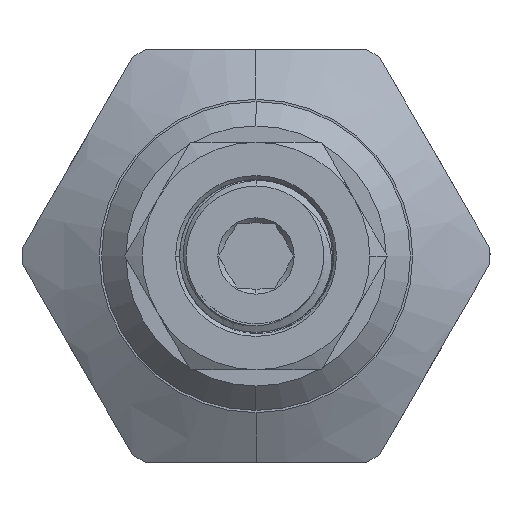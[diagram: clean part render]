
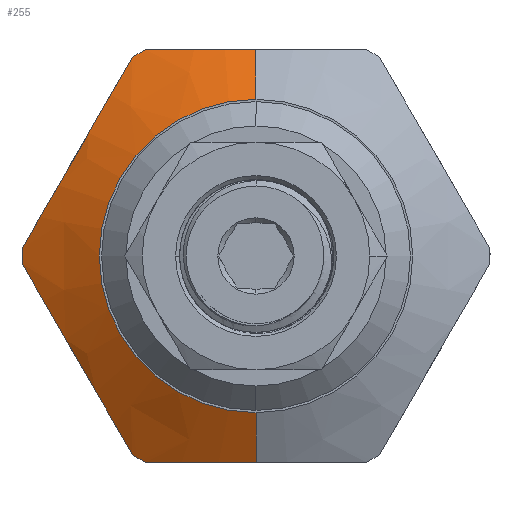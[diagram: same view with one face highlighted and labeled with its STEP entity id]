
A CAD part, left-side view. The second image highlights one B-rep face of the part: STEP entity #255.
In plain terms, the highlighted conical face has half-angle 60 degrees and reference radius 14.4 mm.
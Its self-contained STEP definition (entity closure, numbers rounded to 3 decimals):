
#255 = ADVANCED_FACE ( 'NONE', ( #6985 ), #2246, .T. ) ;
#329 = CARTESIAN_POINT ( 'NONE',  ( -27.202, 6.787, -12.7 ) ) ;
#490 = CARTESIAN_POINT ( 'NONE',  ( -27.505, 8.161, 11.265 ) ) ;
#541 = CARTESIAN_POINT ( 'NONE',  ( -28.161, 1.146, 12.7 ) ) ;
#630 = VECTOR ( 'NONE', #4193, 1000. ) ;
#708 = AXIS2_PLACEMENT_3D ( 'NONE', #6745, #7889, #1177 ) ;
#780 = DIRECTION ( 'NONE',  ( -1., 0., 0. ) ) ;
#827 = VERTEX_POINT ( 'NONE', #2866 ) ;
#918 = ORIENTED_EDGE ( 'NONE', *, *, #11002, .F. ) ;
#1102 = B_SPLINE_CURVE_WITH_KNOTS ( 'NONE', 3,
 ( #12407, #6792, #1586, #6409, #12072, #13239, #2041, #7618 ),
 .UNSPECIFIED., .F., .F.,
 ( 4, 2, 2, 4 ),
 ( 0.02, 0.022, 0.024, 0.027 ),
 .UNSPECIFIED. ) ;
#1126 = CARTESIAN_POINT ( 'NONE',  ( -27.504, 8.16, -11.266 ) ) ;
#1177 = DIRECTION ( 'NONE',  ( 0., 0., 1. ) ) ;
#1184 = CARTESIAN_POINT ( 'NONE',  ( -27.202, 0., 0. ) ) ;
#1224 = CARTESIAN_POINT ( 'NONE',  ( -27.504, 13.837, 1.434 ) ) ;
#1234 = CARTESIAN_POINT ( 'NONE',  ( -28.073, 12.139, -4.375 ) ) ;
#1383 = CARTESIAN_POINT ( 'NONE',  ( -28.183, 0., -12.7 ) ) ;
#1586 = CARTESIAN_POINT ( 'NONE',  ( -28.161, 1.146, -12.7 ) ) ;
#1624 = CARTESIAN_POINT ( 'NONE',  ( -27.202, 0., 0. ) ) ;
#1765 = CARTESIAN_POINT ( 'NONE',  ( -27.501, 5.688, 12.7 ) ) ;
#1821 = DIRECTION ( 'NONE',  ( 0., 0., 1. ) ) ;
#1903 = EDGE_CURVE ( 'NONE', #14271, #11016, #4161, .T. ) ;
#2016 = CARTESIAN_POINT ( 'NONE',  ( -27.202, 7.605, -12.228 ) ) ;
#2041 = CARTESIAN_POINT ( 'NONE',  ( -27.501, 5.688, -12.7 ) ) ;
#2241 = B_SPLINE_CURVE_WITH_KNOTS ( 'NONE', 3,
 ( #7930, #1224, #4900, #10495, #13900, #7187, #2643, #4851, #8233, #13947, #490, #11574 ),
 .UNSPECIFIED., .F., .F.,
 ( 4, 2, 2, 2, 2, 4 ),
 ( 0., 0.003, 0.007, 0.009, 0.01, 0.014 ),
 .UNSPECIFIED. ) ;
#2246 = CONICAL_SURFACE ( 'NONE', #8327, 14.4, 1.047 ) ;
#2457 = CARTESIAN_POINT ( 'NONE',  ( -28.162, 11.565, -5.369 ) ) ;
#2478 = CARTESIAN_POINT ( 'NONE',  ( -27.202, 0., -14.4 ) ) ;
#2582 = ORIENTED_EDGE ( 'NONE', *, *, #7539, .F. ) ;
#2643 = CARTESIAN_POINT ( 'NONE',  ( -28.162, 10.432, 7.331 ) ) ;
#2866 = CARTESIAN_POINT ( 'NONE',  ( -27.202, 14.392, -0.472 ) ) ;
#2887 = CARTESIAN_POINT ( 'NONE',  ( -27.202, 0., 0. ) ) ;
#3651 = CARTESIAN_POINT ( 'NONE',  ( -29.95, 0., 9.64 ) ) ;
#3776 = EDGE_CURVE ( 'NONE', #11016, #9121, #1102, .T. ) ;
#3950 = ORIENTED_EDGE ( 'NONE', *, *, #4488, .T. ) ;
#4004 = CARTESIAN_POINT ( 'NONE',  ( -27.748, 4.574, 12.7 ) ) ;
#4062 = CIRCLE ( 'NONE', #10833, 9.64 ) ;
#4161 = LINE ( 'NONE', #2478, #5023 ) ;
#4193 = DIRECTION ( 'NONE',  ( 0.5, 0., 0.866 ) ) ;
#4327 = ORIENTED_EDGE ( 'NONE', *, *, #11299, .T. ) ;
#4488 = EDGE_CURVE ( 'NONE', #6455, #10341, #14332, .T. ) ;
#4503 = CARTESIAN_POINT ( 'NONE',  ( -27.202, 7.605, -12.228 ) ) ;
#4554 = ORIENTED_EDGE ( 'NONE', *, *, #1903, .F. ) ;
#4625 = CARTESIAN_POINT ( 'NONE',  ( -29.95, 0., -9.64 ) ) ;
#4692 = EDGE_CURVE ( 'NONE', #8203, #9121, #9220, .T. ) ;
#4711 = CARTESIAN_POINT ( 'NONE',  ( -27.202, 14.392, -0.472 ) ) ;
#4752 = VERTEX_POINT ( 'NONE', #7501 ) ;
#4851 = CARTESIAN_POINT ( 'NONE',  ( -28.073, 9.858, 8.325 ) ) ;
#4863 = CARTESIAN_POINT ( 'NONE',  ( -27.202, 14.392, 0.472 ) ) ;
#4900 = CARTESIAN_POINT ( 'NONE',  ( -27.751, 13.278, 2.402 ) ) ;
#4938 = CARTESIAN_POINT ( 'NONE',  ( -29.95, 0., 0. ) ) ;
#5023 = VECTOR ( 'NONE', #12546, 1000. ) ;
#5210 = ORIENTED_EDGE ( 'NONE', *, *, #7574, .T. ) ;
#5630 = CARTESIAN_POINT ( 'NONE',  ( -28.09, 9.846, -8.346 ) ) ;
#6039 = ORIENTED_EDGE ( 'NONE', *, *, #11950, .F. ) ;
#6050 = DIRECTION ( 'NONE',  ( -1., 0., 0. ) ) ;
#6204 = DIRECTION ( 'NONE',  ( 1., 0., 0. ) ) ;
#6409 = CARTESIAN_POINT ( 'NONE',  ( -28.072, 2.296, -12.7 ) ) ;
#6455 = VERTEX_POINT ( 'NONE', #3651 ) ;
#6745 = CARTESIAN_POINT ( 'NONE',  ( -27.202, 0., 0. ) ) ;
#6752 = DIRECTION ( 'NONE',  ( -1., 0., 0. ) ) ;
#6792 = CARTESIAN_POINT ( 'NONE',  ( -28.183, 0.572, -12.7 ) ) ;
#6985 = FACE_OUTER_BOUND ( 'NONE', #8384, .T. ) ;
#6998 = VERTEX_POINT ( 'NONE', #4863 ) ;
#7175 = DIRECTION ( 'NONE',  ( 0., 0., 1. ) ) ;
#7187 = CARTESIAN_POINT ( 'NONE',  ( -28.184, 10.722, 6.83 ) ) ;
#7340 = EDGE_CURVE ( 'NONE', #4752, #10341, #11367, .T. ) ;
#7501 = CARTESIAN_POINT ( 'NONE',  ( -27.202, 6.787, 12.7 ) ) ;
#7528 = AXIS2_PLACEMENT_3D ( 'NONE', #2887, #780, #1821 ) ;
#7539 = EDGE_CURVE ( 'NONE', #8203, #827, #12305, .T. ) ;
#7574 = EDGE_CURVE ( 'NONE', #6998, #827, #10795, .T. ) ;
#7618 = CARTESIAN_POINT ( 'NONE',  ( -27.202, 6.787, -12.7 ) ) ;
#7889 = DIRECTION ( 'NONE',  ( -1., 0., 0. ) ) ;
#7930 = CARTESIAN_POINT ( 'NONE',  ( -27.202, 14.392, 0.472 ) ) ;
#7945 = DIRECTION ( 'NONE',  ( 0., 0., 1. ) ) ;
#8203 = VERTEX_POINT ( 'NONE', #2016 ) ;
#8233 = CARTESIAN_POINT ( 'NONE',  ( -28.007, 9.573, 8.819 ) ) ;
#8327 = AXIS2_PLACEMENT_3D ( 'NONE', #1624, #6204, #14093 ) ;
#8372 = CARTESIAN_POINT ( 'NONE',  ( -28.183, 0.572, 12.7 ) ) ;
#8384 = EDGE_LOOP ( 'NONE', ( #6039, #3950, #9614, #4327, #918, #5210, #2582, #9408, #10316, #4554 ) ) ;
#8555 = CARTESIAN_POINT ( 'NONE',  ( -27.202, 0., 14.4 ) ) ;
#8974 = CARTESIAN_POINT ( 'NONE',  ( -28.182, 10.414, -7.362 ) ) ;
#9121 = VERTEX_POINT ( 'NONE', #329 ) ;
#9220 = CIRCLE ( 'NONE', #13201, 14.4 ) ;
#9408 = ORIENTED_EDGE ( 'NONE', *, *, #4692, .T. ) ;
#9614 = ORIENTED_EDGE ( 'NONE', *, *, #7340, .F. ) ;
#9909 = CARTESIAN_POINT ( 'NONE',  ( -27.202, 6.787, 12.7 ) ) ;
#10256 = CARTESIAN_POINT ( 'NONE',  ( -27.751, 8.719, -10.298 ) ) ;
#10302 = CARTESIAN_POINT ( 'NONE',  ( -28.007, 12.424, -3.881 ) ) ;
#10316 = ORIENTED_EDGE ( 'NONE', *, *, #3776, .F. ) ;
#10338 = CARTESIAN_POINT ( 'NONE',  ( -27.202, 7.605, 12.228 ) ) ;
#10341 = VERTEX_POINT ( 'NONE', #13811 ) ;
#10495 = CARTESIAN_POINT ( 'NONE',  ( -28.09, 12.151, 4.354 ) ) ;
#10795 = CIRCLE ( 'NONE', #708, 14.4 ) ;
#10833 = AXIS2_PLACEMENT_3D ( 'NONE', #4938, #6050, #7175 ) ;
#11002 = EDGE_CURVE ( 'NONE', #6998, #11793, #2241, .T. ) ;
#11016 = VERTEX_POINT ( 'NONE', #1383 ) ;
#11299 = EDGE_CURVE ( 'NONE', #4752, #11793, #13753, .T. ) ;
#11328 = CARTESIAN_POINT ( 'NONE',  ( -28.184, 11.275, -5.87 ) ) ;
#11367 = B_SPLINE_CURVE_WITH_KNOTS ( 'NONE', 3,
 ( #9909, #1765, #4004, #14040, #13052, #541, #8372, #11771 ),
 .UNSPECIFIED., .F., .F.,
 ( 4, 2, 2, 4 ),
 ( 0.034, 0.037, 0.039, 0.041 ),
 .UNSPECIFIED. ) ;
#11438 = CARTESIAN_POINT ( 'NONE',  ( -27.752, 13.275, -2.407 ) ) ;
#11574 = CARTESIAN_POINT ( 'NONE',  ( -27.202, 7.605, 12.228 ) ) ;
#11771 = CARTESIAN_POINT ( 'NONE',  ( -28.183, 0., 12.7 ) ) ;
#11793 = VERTEX_POINT ( 'NONE', #10338 ) ;
#11950 = EDGE_CURVE ( 'NONE', #6455, #14271, #4062, .T. ) ;
#12072 = CARTESIAN_POINT ( 'NONE',  ( -28.005, 2.871, -12.7 ) ) ;
#12305 = B_SPLINE_CURVE_WITH_KNOTS ( 'NONE', 3,
 ( #4503, #1126, #10256, #5630, #8974, #11328, #2457, #1234, #10302, #11438, #12524, #4711 ),
 .UNSPECIFIED., .F., .F.,
 ( 4, 2, 2, 2, 2, 4 ),
 ( 0., 0.003, 0.007, 0.009, 0.01, 0.014 ),
 .UNSPECIFIED. ) ;
#12407 = CARTESIAN_POINT ( 'NONE',  ( -28.183, 0., -12.7 ) ) ;
#12524 = CARTESIAN_POINT ( 'NONE',  ( -27.505, 13.836, -1.435 ) ) ;
#12546 = DIRECTION ( 'NONE',  ( 0.5, 0., -0.866 ) ) ;
#13052 = CARTESIAN_POINT ( 'NONE',  ( -28.072, 2.296, 12.7 ) ) ;
#13201 = AXIS2_PLACEMENT_3D ( 'NONE', #1184, #6752, #7945 ) ;
#13239 = CARTESIAN_POINT ( 'NONE',  ( -27.748, 4.574, -12.7 ) ) ;
#13753 = CIRCLE ( 'NONE', #7528, 14.4 ) ;
#13811 = CARTESIAN_POINT ( 'NONE',  ( -28.183, 0., 12.7 ) ) ;
#13900 = CARTESIAN_POINT ( 'NONE',  ( -28.182, 11.583, 5.338 ) ) ;
#13947 = CARTESIAN_POINT ( 'NONE',  ( -27.752, 8.722, 10.293 ) ) ;
#14040 = CARTESIAN_POINT ( 'NONE',  ( -28.005, 2.871, 12.7 ) ) ;
#14093 = DIRECTION ( 'NONE',  ( 0., 0., -1. ) ) ;
#14271 = VERTEX_POINT ( 'NONE', #4625 ) ;
#14332 = LINE ( 'NONE', #8555, #630 ) ;
